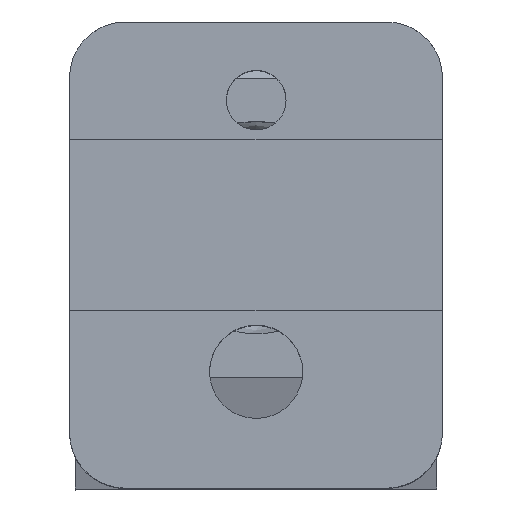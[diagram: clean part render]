
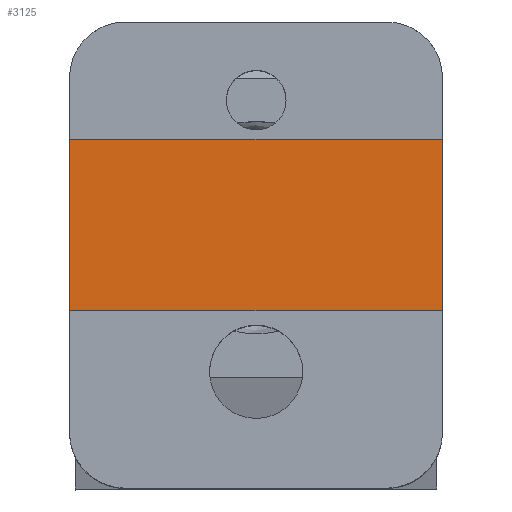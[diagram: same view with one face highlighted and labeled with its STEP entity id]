
A CAD part, top view. The second image highlights one B-rep face of the part: STEP entity #3125.
In plain terms, the highlighted planar face has unit normal (0, 0, 1).
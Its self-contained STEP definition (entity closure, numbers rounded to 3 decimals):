
#498=FACE_OUTER_BOUND('',#701,.T.);
#701=EDGE_LOOP('',(#2779,#2780,#2781,#2782));
#948=LINE('',#6019,#1204);
#949=LINE('',#6021,#1205);
#950=LINE('',#6023,#1206);
#951=LINE('',#6024,#1207);
#1204=VECTOR('',#4292,10.);
#1205=VECTOR('',#4293,10.);
#1206=VECTOR('',#4294,10.);
#1207=VECTOR('',#4295,10.);
#1507=VERTEX_POINT('',#6017);
#1508=VERTEX_POINT('',#6018);
#1509=VERTEX_POINT('',#6020);
#1510=VERTEX_POINT('',#6022);
#1938=EDGE_CURVE('',#1507,#1508,#948,.T.);
#1939=EDGE_CURVE('',#1507,#1509,#949,.T.);
#1940=EDGE_CURVE('',#1510,#1509,#950,.T.);
#1941=EDGE_CURVE('',#1510,#1508,#951,.T.);
#2779=ORIENTED_EDGE('',*,*,#1938,.F.);
#2780=ORIENTED_EDGE('',*,*,#1939,.T.);
#2781=ORIENTED_EDGE('',*,*,#1940,.F.);
#2782=ORIENTED_EDGE('',*,*,#1941,.T.);
#2952=PLANE('',#3448);
#3125=ADVANCED_FACE('',(#498),#2952,.T.);
#3448=AXIS2_PLACEMENT_3D('',#6016,#4290,#4291);
#4290=DIRECTION('center_axis',(0.,0.,1.));
#4291=DIRECTION('ref_axis',(-1.,0.,0.));
#4292=DIRECTION('',(1.,0.,0.));
#4293=DIRECTION('',(0.,-1.,0.));
#4294=DIRECTION('',(-1.,0.,0.));
#4295=DIRECTION('',(0.,1.,0.));
#6016=CARTESIAN_POINT('Origin',(9.988,12.19,35.3));
#6017=CARTESIAN_POINT('',(-0.012,18.395,35.3));
#6018=CARTESIAN_POINT('',(19.988,18.395,35.3));
#6019=CARTESIAN_POINT('',(14.988,18.395,35.3));
#6020=CARTESIAN_POINT('',(-0.012,9.195,35.3));
#6021=CARTESIAN_POINT('',(-0.012,18.44,35.3));
#6022=CARTESIAN_POINT('',(19.988,9.195,35.3));
#6023=CARTESIAN_POINT('',(4.988,9.195,35.3));
#6024=CARTESIAN_POINT('',(19.988,5.94,35.3));
